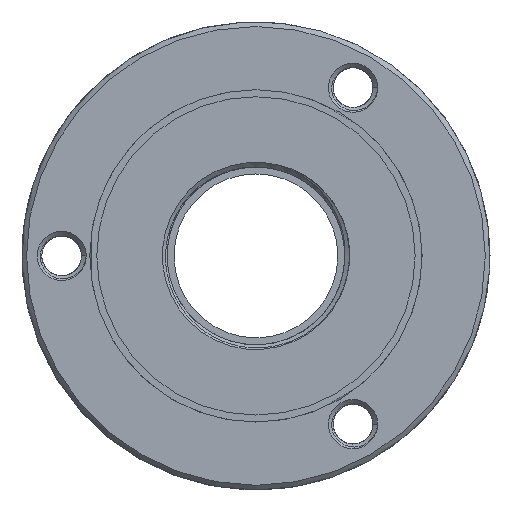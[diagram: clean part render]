
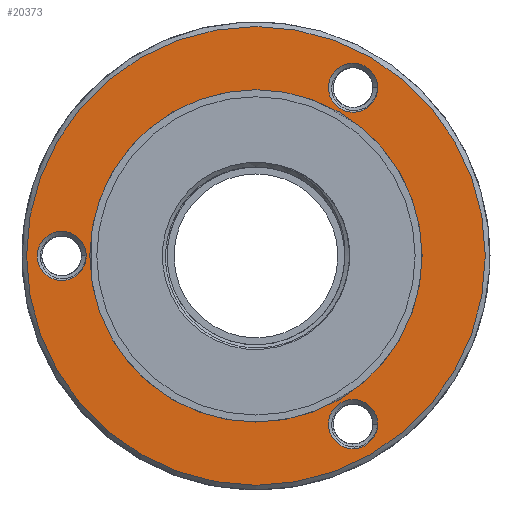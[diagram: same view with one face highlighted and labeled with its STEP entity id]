
A CAD part, left-side view. The second image highlights one B-rep face of the part: STEP entity #20373.
In plain terms, the highlighted planar face has unit normal (-1, 0, 0).
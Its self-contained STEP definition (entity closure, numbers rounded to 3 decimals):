
#663 = CARTESIAN_POINT ( 'NONE',  ( 8., 8.3, -1.05 ) ) ;
#668 = ORIENTED_EDGE ( 'NONE', *, *, #1385, .T. ) ;
#1382 = VERTEX_POINT ( 'NONE', #5174 ) ;
#1385 = EDGE_CURVE ( 'NONE', #23137, #23137, #9377, .T. ) ;
#1601 = AXIS2_PLACEMENT_3D ( 'NONE', #13502, #9692, #20979 ) ;
#1833 = AXIS2_PLACEMENT_3D ( 'NONE', #17144, #4142, #15793 ) ;
#2462 = DIRECTION ( 'NONE',  ( 1., 0., 0. ) ) ;
#2927 = DIRECTION ( 'NONE',  ( 0., 0., -1. ) ) ;
#3316 = ORIENTED_EDGE ( 'NONE', *, *, #15124, .T. ) ;
#4142 = DIRECTION ( 'NONE',  ( 1., 0., 0. ) ) ;
#4231 = ORIENTED_EDGE ( 'NONE', *, *, #5245, .T. ) ;
#4536 = CARTESIAN_POINT ( 'NONE',  ( 8., -4.15, -7.188 ) ) ;
#4741 = EDGE_LOOP ( 'NONE', ( #668 ) ) ;
#5174 = CARTESIAN_POINT ( 'NONE',  ( 8., -4.15, 6.138 ) ) ;
#5216 = FACE_BOUND ( 'NONE', #9546, .T. ) ;
#5245 = EDGE_CURVE ( 'NONE', #6060, #6060, #10674, .T. ) ;
#5498 = ORIENTED_EDGE ( 'NONE', *, *, #18687, .T. ) ;
#6060 = VERTEX_POINT ( 'NONE', #21056 ) ;
#6268 = EDGE_CURVE ( 'NONE', #8281, #8281, #14677, .T. ) ;
#6599 = FACE_BOUND ( 'NONE', #8559, .T. ) ;
#6936 = VERTEX_POINT ( 'NONE', #10730 ) ;
#7099 = FACE_BOUND ( 'NONE', #18547, .T. ) ;
#7635 = AXIS2_PLACEMENT_3D ( 'NONE', #17290, #24317, #22691 ) ;
#7949 = CIRCLE ( 'NONE', #1601, 9.8 ) ;
#8281 = VERTEX_POINT ( 'NONE', #11729 ) ;
#8559 = EDGE_LOOP ( 'NONE', ( #4231 ) ) ;
#8699 = DIRECTION ( 'NONE',  ( 1., 0., 0. ) ) ;
#8704 = AXIS2_PLACEMENT_3D ( 'NONE', #4536, #2462, #10322 ) ;
#9377 = CIRCLE ( 'NONE', #1833, 1.05 ) ;
#9546 = EDGE_LOOP ( 'NONE', ( #11864 ) ) ;
#9692 = DIRECTION ( 'NONE',  ( -1., 0., 0. ) ) ;
#9961 = AXIS2_PLACEMENT_3D ( 'NONE', #22169, #11365, #12742 ) ;
#10067 = CARTESIAN_POINT ( 'NONE',  ( 8., -4.15, 7.188 ) ) ;
#10133 = AXIS2_PLACEMENT_3D ( 'NONE', #10067, #8699, #2927 ) ;
#10322 = DIRECTION ( 'NONE',  ( 0., 0., -1. ) ) ;
#10674 = CIRCLE ( 'NONE', #8704, 1.05 ) ;
#10730 = CARTESIAN_POINT ( 'NONE',  ( 8., 0., -9.8 ) ) ;
#11365 = DIRECTION ( 'NONE',  ( 1., 0., 0. ) ) ;
#11729 = CARTESIAN_POINT ( 'NONE',  ( 8., 0., 7.1 ) ) ;
#11864 = ORIENTED_EDGE ( 'NONE', *, *, #6268, .F. ) ;
#12742 = DIRECTION ( 'NONE',  ( 0., 0., -1. ) ) ;
#13502 = CARTESIAN_POINT ( 'NONE',  ( 8., 0., 0. ) ) ;
#14677 = CIRCLE ( 'NONE', #7635, 7.1 ) ;
#15124 = EDGE_CURVE ( 'NONE', #1382, #1382, #20707, .T. ) ;
#15793 = DIRECTION ( 'NONE',  ( 0., 0., -1. ) ) ;
#17144 = CARTESIAN_POINT ( 'NONE',  ( 8., 8.3, 0. ) ) ;
#17290 = CARTESIAN_POINT ( 'NONE',  ( 8., 0., 0. ) ) ;
#18547 = EDGE_LOOP ( 'NONE', ( #3316 ) ) ;
#18687 = EDGE_CURVE ( 'NONE', #6936, #6936, #7949, .T. ) ;
#20346 = FACE_BOUND ( 'NONE', #4741, .T. ) ;
#20373 = ADVANCED_FACE ( 'NONE', ( #23421, #6599, #7099, #20346, #5216 ), #20575, .F. ) ;
#20575 = PLANE ( 'NONE',  #9961 ) ;
#20707 = CIRCLE ( 'NONE', #10133, 1.05 ) ;
#20979 = DIRECTION ( 'NONE',  ( 0., 0., -1. ) ) ;
#21056 = CARTESIAN_POINT ( 'NONE',  ( 8., -4.15, -8.238 ) ) ;
#22169 = CARTESIAN_POINT ( 'NONE',  ( 8., 10., 0. ) ) ;
#22691 = DIRECTION ( 'NONE',  ( 0., 0., 1. ) ) ;
#23137 = VERTEX_POINT ( 'NONE', #663 ) ;
#23421 = FACE_OUTER_BOUND ( 'NONE', #24083, .T. ) ;
#24083 = EDGE_LOOP ( 'NONE', ( #5498 ) ) ;
#24317 = DIRECTION ( 'NONE',  ( -1., 0., 0. ) ) ;
